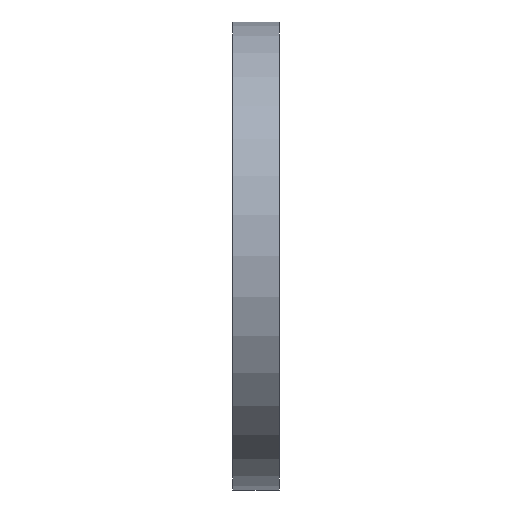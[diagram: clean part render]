
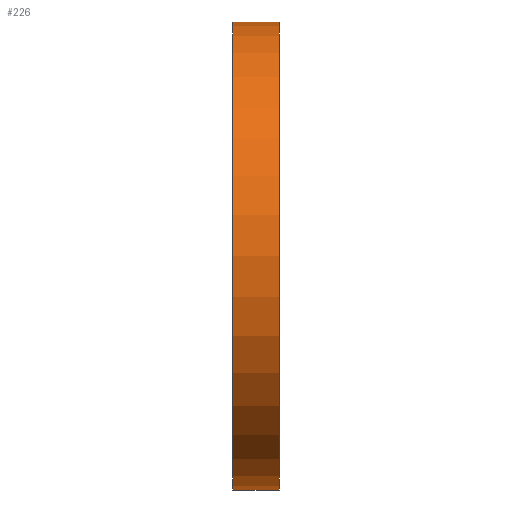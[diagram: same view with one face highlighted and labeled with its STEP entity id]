
A CAD part, left-side view. The second image highlights one B-rep face of the part: STEP entity #226.
In plain terms, the highlighted cylindrical face has radius 100 mm (diameter 200 mm), a partial arc.
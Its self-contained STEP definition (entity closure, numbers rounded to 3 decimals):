
#56 = CIRCLE ( 'NONE', #274, 100. ) ;
#68 = VECTOR ( 'NONE', #311, 1000. ) ;
#81 = DIRECTION ( 'NONE',  ( 0., 0., 1. ) ) ;
#104 = CARTESIAN_POINT ( 'NONE',  ( 0., 0., 100. ) ) ;
#120 = VERTEX_POINT ( 'NONE', #707 ) ;
#133 = EDGE_CURVE ( 'NONE', #178, #823, #848, .T. ) ;
#155 = AXIS2_PLACEMENT_3D ( 'NONE', #810, #199, #617 ) ;
#175 = FACE_OUTER_BOUND ( 'NONE', #474, .T. ) ;
#178 = VERTEX_POINT ( 'NONE', #104 ) ;
#199 = DIRECTION ( 'NONE',  ( 0., 1., 0. ) ) ;
#226 = ADVANCED_FACE ( 'NONE', ( #175 ), #456, .T. ) ;
#244 = DIRECTION ( 'NONE',  ( 0., 0., 1. ) ) ;
#246 = ORIENTED_EDGE ( 'NONE', *, *, #545, .T. ) ;
#260 = LINE ( 'NONE', #599, #711 ) ;
#273 = CIRCLE ( 'NONE', #312, 100. ) ;
#274 = AXIS2_PLACEMENT_3D ( 'NONE', #287, #561, #81 ) ;
#287 = CARTESIAN_POINT ( 'NONE',  ( 0., 0., 0. ) ) ;
#311 = DIRECTION ( 'NONE',  ( 0., 1., 0. ) ) ;
#312 = AXIS2_PLACEMENT_3D ( 'NONE', #668, #400, #244 ) ;
#355 = EDGE_CURVE ( 'NONE', #120, #741, #260, .T. ) ;
#364 = CARTESIAN_POINT ( 'NONE',  ( 0., 34.695, 100. ) ) ;
#373 = EDGE_CURVE ( 'NONE', #741, #823, #273, .T. ) ;
#399 = ORIENTED_EDGE ( 'NONE', *, *, #133, .T. ) ;
#400 = DIRECTION ( 'NONE',  ( 0., 1., 0. ) ) ;
#433 = CARTESIAN_POINT ( 'NONE',  ( 0., 20., 100. ) ) ;
#456 = CYLINDRICAL_SURFACE ( 'NONE', #155, 100. ) ;
#474 = EDGE_LOOP ( 'NONE', ( #873, #246, #399, #634 ) ) ;
#545 = EDGE_CURVE ( 'NONE', #120, #178, #56, .T. ) ;
#561 = DIRECTION ( 'NONE',  ( 0., 1., 0. ) ) ;
#599 = CARTESIAN_POINT ( 'NONE',  ( 0., 34.695, -100. ) ) ;
#617 = DIRECTION ( 'NONE',  ( 0., 0., 1. ) ) ;
#634 = ORIENTED_EDGE ( 'NONE', *, *, #373, .F. ) ;
#668 = CARTESIAN_POINT ( 'NONE',  ( 0., 20., 0. ) ) ;
#707 = CARTESIAN_POINT ( 'NONE',  ( 0., 0., -100. ) ) ;
#711 = VECTOR ( 'NONE', #864, 1000. ) ;
#741 = VERTEX_POINT ( 'NONE', #847 ) ;
#810 = CARTESIAN_POINT ( 'NONE',  ( 0., 34.695, 0. ) ) ;
#823 = VERTEX_POINT ( 'NONE', #433 ) ;
#847 = CARTESIAN_POINT ( 'NONE',  ( 0., 20., -100. ) ) ;
#848 = LINE ( 'NONE', #364, #68 ) ;
#864 = DIRECTION ( 'NONE',  ( 0., 1., 0. ) ) ;
#873 = ORIENTED_EDGE ( 'NONE', *, *, #355, .F. ) ;
